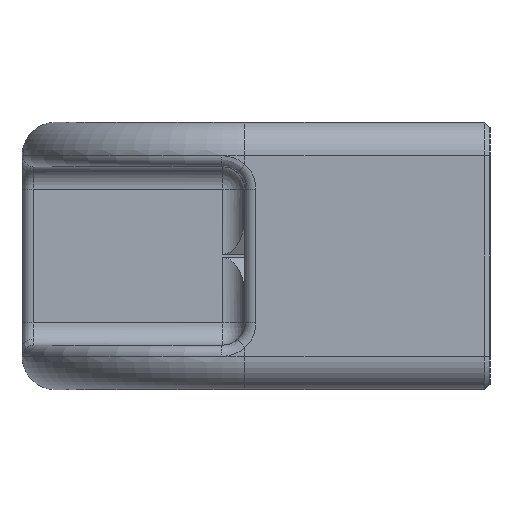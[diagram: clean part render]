
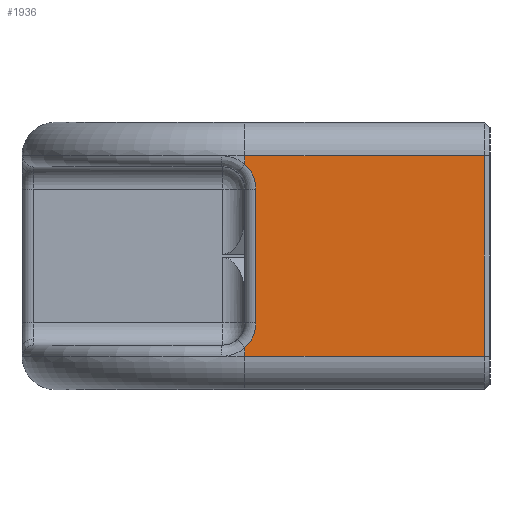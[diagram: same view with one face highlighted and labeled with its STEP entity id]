
A CAD part, left-side view. The second image highlights one B-rep face of the part: STEP entity #1936.
In plain terms, the highlighted planar face has unit normal (-1, 0, 0).
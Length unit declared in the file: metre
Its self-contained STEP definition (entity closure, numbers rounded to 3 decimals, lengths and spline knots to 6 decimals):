
#78=PLANE('',#2086);
#129=CIRCLE('',#2087,0.003);
#130=CIRCLE('',#2088,0.003);
#288=ORIENTED_EDGE('',*,*,#879,.T.);
#289=ORIENTED_EDGE('',*,*,#880,.T.);
#290=ORIENTED_EDGE('',*,*,#881,.T.);
#291=ORIENTED_EDGE('',*,*,#851,.T.);
#292=ORIENTED_EDGE('',*,*,#882,.T.);
#293=ORIENTED_EDGE('',*,*,#883,.T.);
#294=ORIENTED_EDGE('',*,*,#884,.T.);
#295=ORIENTED_EDGE('',*,*,#846,.T.);
#846=EDGE_CURVE('',#1142,#1143,#1316,.T.);
#851=EDGE_CURVE('',#1145,#1147,#1317,.T.);
#879=EDGE_CURVE('',#1143,#1174,#1337,.F.);
#880=EDGE_CURVE('',#1174,#1175,#1338,.T.);
#881=EDGE_CURVE('',#1175,#1145,#1339,.T.);
#882=EDGE_CURVE('',#1147,#1176,#129,.F.);
#883=EDGE_CURVE('',#1176,#1177,#1340,.F.);
#884=EDGE_CURVE('',#1177,#1142,#130,.F.);
#1142=VERTEX_POINT('',#2974);
#1143=VERTEX_POINT('',#2975);
#1145=VERTEX_POINT('',#2984);
#1147=VERTEX_POINT('',#2990);
#1174=VERTEX_POINT('',#3056);
#1175=VERTEX_POINT('',#3058);
#1176=VERTEX_POINT('',#3061);
#1177=VERTEX_POINT('',#3063);
#1316=LINE('',#2973,#1466);
#1317=LINE('',#2991,#1467);
#1337=LINE('',#3055,#1487);
#1338=LINE('',#3057,#1488);
#1339=LINE('',#3059,#1489);
#1340=LINE('',#3062,#1490);
#1466=VECTOR('',#2323,1.);
#1467=VECTOR('',#2330,1.);
#1487=VECTOR('',#2378,1.);
#1488=VECTOR('',#2379,1.);
#1489=VECTOR('',#2380,1.);
#1490=VECTOR('',#2383,1.);
#1625=EDGE_LOOP('',(#288,#289,#290,#291,#292,#293,#294,#295));
#1761=FACE_BOUND('',#1625,.T.);
#1936=ADVANCED_FACE('',(#1761),#78,.T.);
#2086=AXIS2_PLACEMENT_3D('',#3054,#2376,#2377);
#2087=AXIS2_PLACEMENT_3D('',#3060,#2381,#2382);
#2088=AXIS2_PLACEMENT_3D('',#3064,#2384,#2385);
#2323=DIRECTION('',(0.,0.,-1.));
#2330=DIRECTION('',(0.,0.,-1.));
#2376=DIRECTION('',(-1.,0.,0.));
#2377=DIRECTION('',(0.,0.,1.));
#2378=DIRECTION('',(0.,1.,0.));
#2379=DIRECTION('',(0.,0.,1.));
#2380=DIRECTION('',(0.,1.,0.));
#2381=DIRECTION('',(-1.,0.,0.));
#2382=DIRECTION('',(0.,0.,1.));
#2383=DIRECTION('',(0.,0.,1.));
#2384=DIRECTION('',(-1.,0.,0.));
#2385=DIRECTION('',(0.,0.,1.));
#2973=CARTESIAN_POINT('',(-0.0715,0.022,-0.012));
#2974=CARTESIAN_POINT('',(-0.0715,0.022,-0.008236));
#2975=CARTESIAN_POINT('',(-0.0715,0.022,-0.009));
#2984=CARTESIAN_POINT('',(-0.0715,0.022,0.009));
#2990=CARTESIAN_POINT('',(-0.0715,0.022,0.008236));
#2991=CARTESIAN_POINT('',(-0.0715,0.022,-0.012));
#3054=CARTESIAN_POINT('',(-0.0715,0.032,0.012));
#3055=CARTESIAN_POINT('',(-0.0715,0.,-0.009));
#3056=CARTESIAN_POINT('',(-0.0715,0.0005,-0.009));
#3057=CARTESIAN_POINT('',(-0.0715,0.0005,0.012));
#3058=CARTESIAN_POINT('',(-0.0715,0.0005,0.009));
#3059=CARTESIAN_POINT('',(-0.0715,0.032,0.009));
#3060=CARTESIAN_POINT('',(-0.0715,0.024,0.006));
#3061=CARTESIAN_POINT('',(-0.0715,0.021,0.006));
#3062=CARTESIAN_POINT('',(-0.0715,0.021,-0.006));
#3063=CARTESIAN_POINT('',(-0.0715,0.021,-0.006));
#3064=CARTESIAN_POINT('',(-0.0715,0.024,-0.006));
